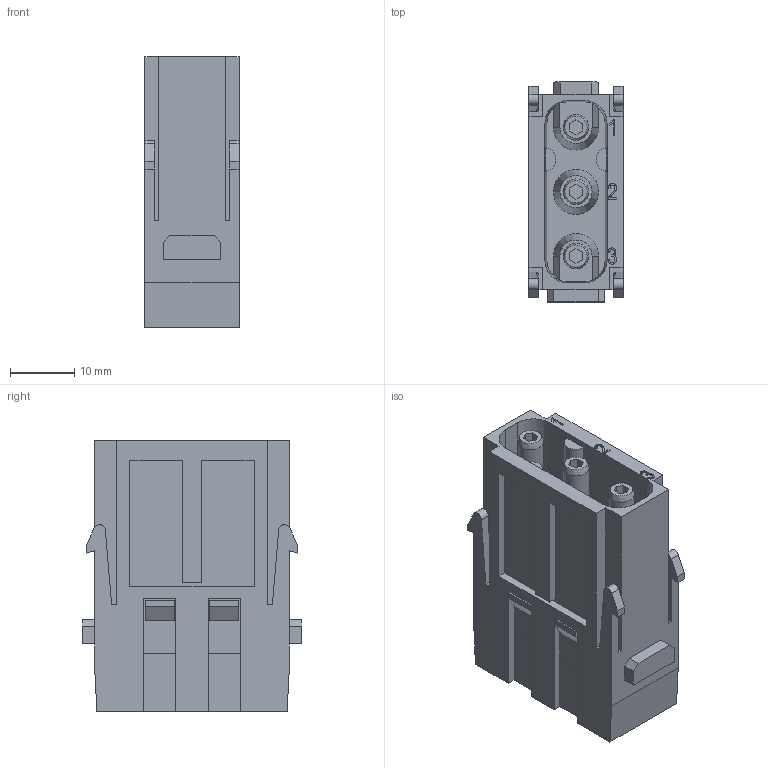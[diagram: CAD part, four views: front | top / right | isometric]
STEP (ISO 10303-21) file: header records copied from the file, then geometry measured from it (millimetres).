
FILE_DESCRIPTION(/* description */ (''),/* implementation_level */ '2;1');
FILE_NAME(/* name */ '100111299ugm000_e.stp',/* time_stamp */ '2019-03-26T14:06:47+01:00',/* author */ (''),/* organization */ (''),/* preprocessor_version */ 'ST-DEVELOPER v16.7',/* originating_system */ 'SIEMENS PLM Software NX 12.0',/* authorisation */ '');
FILE_SCHEMA (('AUTOMOTIVE_DESIGN { 1 0 10303 214 3 1 1 1 }'));
Length unit declared in the file: millimetre
Products named in the file (1): 100111299ugm000_e
Bounding box: 14.65 x 34.2 x 42 mm (x, y, z)
Volume: 12321.1 mm3; surface area: 8784.5 mm2
Topology: 1 solids, 1 shells, 458 faces, 1604 edges, 1560 vertices
Faces by surface type: plane 280, extrusion 100, cylinder 46, cone 22, bspline 10
Full cylindrical faces by diameter (mm): 0.569 x1, 0.673 x1, 3.92 x3, 3.97 x3, 6.25 x6
Entity records: 19381 total; most frequent: CARTESIAN_POINT 5004, ORIENTED_EDGE 2368, DIRECTION 2050, EDGE_CURVE 1184, VECTOR 1078, LINE 978, VERTEX_POINT 804, B_SPLINE_CURVE_WITH_KNOTS 535
